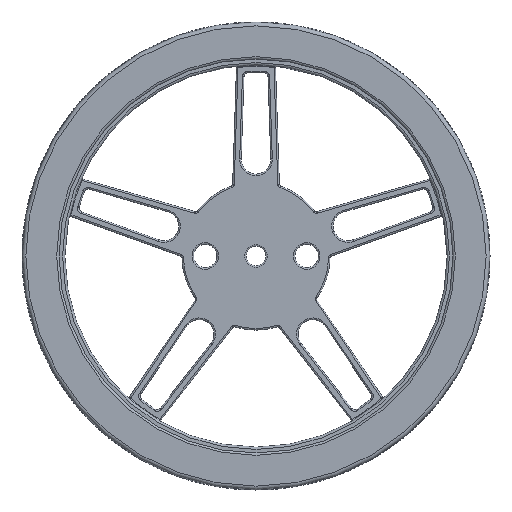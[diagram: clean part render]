
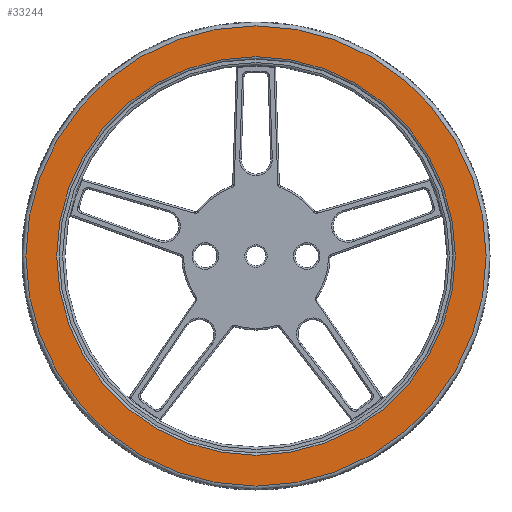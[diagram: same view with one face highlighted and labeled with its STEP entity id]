
A CAD part, front view. The second image highlights one B-rep face of the part: STEP entity #33244.
In plain terms, the highlighted planar face has unit normal (0, -1, 0).
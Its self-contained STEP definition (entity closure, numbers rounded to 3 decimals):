
#6668=FACE_BOUND('',#10611,.T.);
#7058=PLANE('',#35340);
#8533=FACE_OUTER_BOUND('',#10610,.T.);
#10610=EDGE_LOOP('',(#23188));
#10611=EDGE_LOOP('',(#23189));
#13076=CIRCLE('',#35336,25.55);
#13080=CIRCLE('',#35341,29.5);
#14948=VERTEX_POINT('',#50187);
#14951=VERTEX_POINT('',#50195);
#18210=EDGE_CURVE('',#14948,#14948,#13076,.T.);
#18214=EDGE_CURVE('',#14951,#14951,#13080,.T.);
#23188=ORIENTED_EDGE('',*,*,#18214,.F.);
#23189=ORIENTED_EDGE('',*,*,#18210,.F.);
#33244=ADVANCED_FACE('',(#8533,#6668),#7058,.F.);
#35336=AXIS2_PLACEMENT_3D('',#50188,#39268,#39269);
#35340=AXIS2_PLACEMENT_3D('',#50194,#39276,#39277);
#35341=AXIS2_PLACEMENT_3D('',#50196,#39278,#39279);
#39268=DIRECTION('center_axis',(0.,-1.,0.));
#39269=DIRECTION('ref_axis',(1.,0.,0.));
#39276=DIRECTION('center_axis',(0.,1.,0.));
#39277=DIRECTION('ref_axis',(1.,0.,0.));
#39278=DIRECTION('center_axis',(0.,1.,0.));
#39279=DIRECTION('ref_axis',(1.,0.,0.));
#50187=CARTESIAN_POINT('',(0.,-4.,-25.55));
#50188=CARTESIAN_POINT('Origin',(0.,-4.,0.));
#50194=CARTESIAN_POINT('Origin',(0.,-4.,0.));
#50195=CARTESIAN_POINT('',(0.,-4.,29.5));
#50196=CARTESIAN_POINT('Origin',(0.,-4.,0.));
